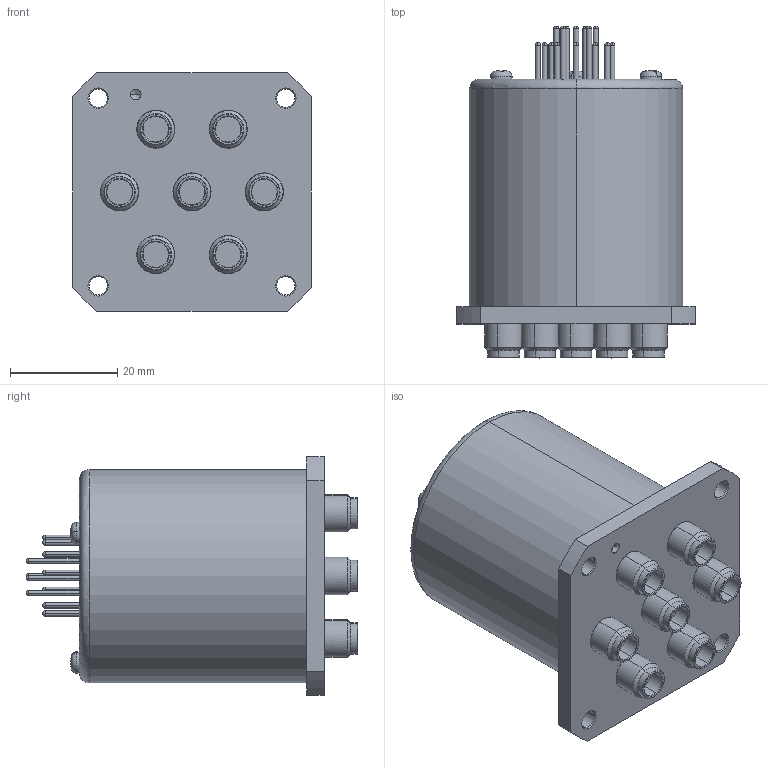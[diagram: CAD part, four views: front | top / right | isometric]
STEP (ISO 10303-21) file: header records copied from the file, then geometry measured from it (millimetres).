
FILE_DESCRIPTION (( 'STEP AP214' ), '1' );
FILE_NAME ('FMSW9023_3D.step', '2025-05-06T19:29:51', ( '' ), ( '' ), 'SwSTEP 2.0', 'SolidWorks 2022', '' );
FILE_SCHEMA (( 'AUTOMOTIVE_DESIGN' ));
Length unit declared in the file: millimetre
Products named in the file (1): FMSW9023_3D
Bounding box: 44.5 x 61.9 x 44.5 mm (x, y, z)
Volume: 59489.6 mm3; surface area: 11663.6 mm2
Topology: 1 solids, 1 shells, 432 faces, 1081 edges, 661 vertices
Faces by surface type: cylinder 147, plane 139, cone 74, sphere 64, torus 8
Entity records: 12812 total; most frequent: DIRECTION 2372, CARTESIAN_POINT 2331, ORIENTED_EDGE 2078, EDGE_CURVE 1039, AXIS2_PLACEMENT_3D 966, VERTEX_POINT 661, CIRCLE 533, EDGE_LOOP 492
